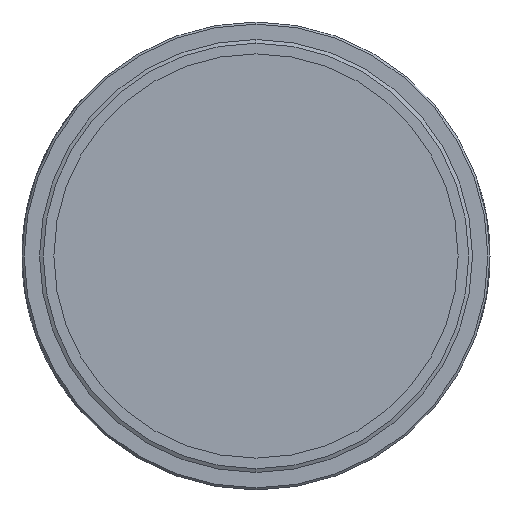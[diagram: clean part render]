
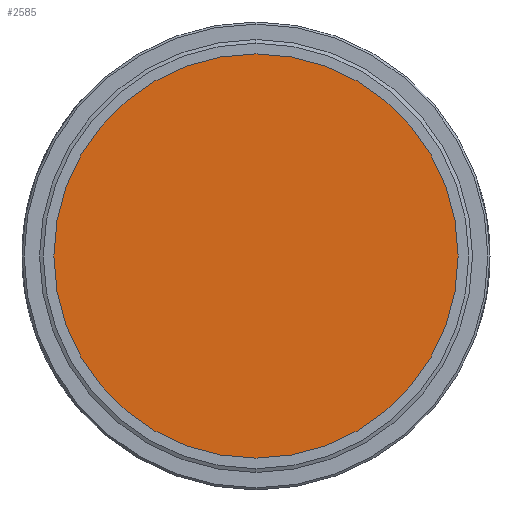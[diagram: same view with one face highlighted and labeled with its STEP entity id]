
A CAD part, left-side view. The second image highlights one B-rep face of the part: STEP entity #2585.
In plain terms, the highlighted planar face has unit normal (-1, 0, 0).
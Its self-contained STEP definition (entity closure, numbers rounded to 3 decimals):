
#277 = AXIS2_PLACEMENT_3D ( 'NONE', #8470, #3745, #9253 ) ;
#491 = DIRECTION ( 'NONE',  ( 1., 0., 0. ) ) ;
#1400 = ORIENTED_EDGE ( 'NONE', *, *, #9617, .F. ) ;
#1872 = CARTESIAN_POINT ( 'NONE',  ( -2.667, 0., 25.4 ) ) ;
#2040 = FACE_OUTER_BOUND ( 'NONE', #5427, .T. ) ;
#2452 = EDGE_CURVE ( 'NONE', #3028, #9275, #2780, .T. ) ;
#2585 = ADVANCED_FACE ( 'NONE', ( #2040 ), #6471, .F. ) ;
#2780 = CIRCLE ( 'NONE', #277, 25.4 ) ;
#3028 = VERTEX_POINT ( 'NONE', #1872 ) ;
#3429 = AXIS2_PLACEMENT_3D ( 'NONE', #4119, #9614, #4904 ) ;
#3436 = AXIS2_PLACEMENT_3D ( 'NONE', #5210, #491, #6013 ) ;
#3745 = DIRECTION ( 'NONE',  ( 1., 0., 0. ) ) ;
#4119 = CARTESIAN_POINT ( 'NONE',  ( -2.667, 0., 0. ) ) ;
#4904 = DIRECTION ( 'NONE',  ( 0., 0., -1. ) ) ;
#5210 = CARTESIAN_POINT ( 'NONE',  ( -2.667, 0., 0. ) ) ;
#5427 = EDGE_LOOP ( 'NONE', ( #1400, #9807 ) ) ;
#5815 = CIRCLE ( 'NONE', #3436, 25.4 ) ;
#5924 = CARTESIAN_POINT ( 'NONE',  ( -2.667, 0., -25.4 ) ) ;
#6013 = DIRECTION ( 'NONE',  ( 0., 0., -1. ) ) ;
#6471 = PLANE ( 'NONE',  #3429 ) ;
#8470 = CARTESIAN_POINT ( 'NONE',  ( -2.667, 0., 0. ) ) ;
#9253 = DIRECTION ( 'NONE',  ( 0., 0., -1. ) ) ;
#9275 = VERTEX_POINT ( 'NONE', #5924 ) ;
#9614 = DIRECTION ( 'NONE',  ( 1., 0., 0. ) ) ;
#9617 = EDGE_CURVE ( 'NONE', #9275, #3028, #5815, .T. ) ;
#9807 = ORIENTED_EDGE ( 'NONE', *, *, #2452, .F. ) ;
